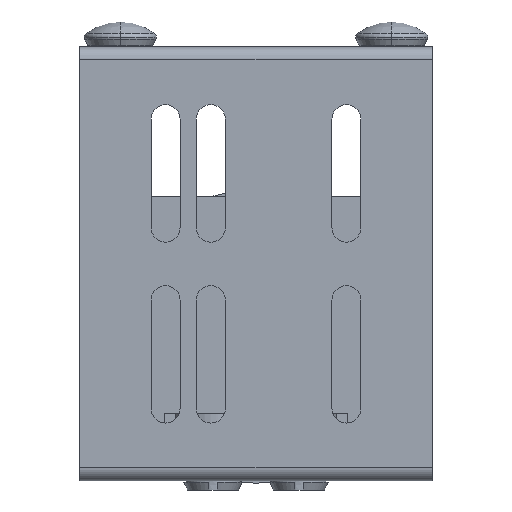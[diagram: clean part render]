
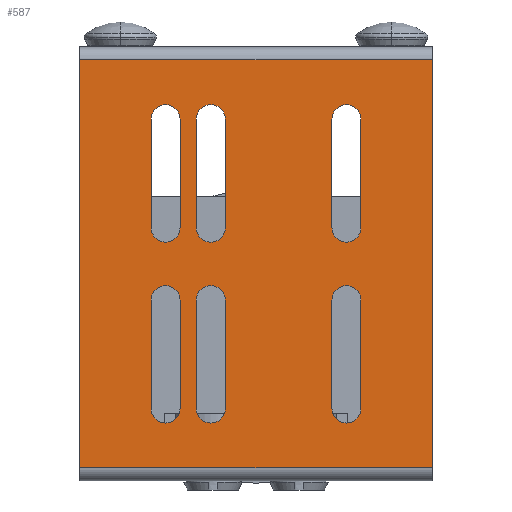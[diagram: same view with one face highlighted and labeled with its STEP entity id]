
A CAD part, left-side view. The second image highlights one B-rep face of the part: STEP entity #587.
In plain terms, the highlighted planar face has unit normal (-1, 0, 0).
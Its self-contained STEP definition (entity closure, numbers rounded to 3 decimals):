
#587=ADVANCED_FACE('',(#1602,#1603,#1604,#1605,#1606,#1607,#1608),#1609,.T.);
#1602=FACE_BOUND('',#3121,.T.);
#1603=FACE_BOUND('',#3122,.T.);
#1604=FACE_BOUND('',#3123,.T.);
#1605=FACE_BOUND('',#3124,.T.);
#1606=FACE_BOUND('',#3125,.T.);
#1607=FACE_BOUND('',#3126,.T.);
#1608=FACE_OUTER_BOUND('',#3127,.T.);
#1609=PLANE('',#3128);
#3121=EDGE_LOOP('',(#4884,#4885,#4886,#4887));
#3122=EDGE_LOOP('',(#4888,#4889,#4890,#4891));
#3123=EDGE_LOOP('',(#4892,#4893,#4894,#4895));
#3124=EDGE_LOOP('',(#4896,#4897,#4898,#4899));
#3125=EDGE_LOOP('',(#4900,#4901,#4902,#4903));
#3126=EDGE_LOOP('',(#4904,#4905,#4906,#4907));
#3127=EDGE_LOOP('',(#4908,#4909,#4910,#4911));
#3128=AXIS2_PLACEMENT_3D('',#4912,#4913,#4914);
#4884=ORIENTED_EDGE('',*,*,#8715,.T.);
#4885=ORIENTED_EDGE('',*,*,#8843,.T.);
#4886=ORIENTED_EDGE('',*,*,#8720,.T.);
#4887=ORIENTED_EDGE('',*,*,#8844,.T.);
#4888=ORIENTED_EDGE('',*,*,#8725,.T.);
#4889=ORIENTED_EDGE('',*,*,#8845,.T.);
#4890=ORIENTED_EDGE('',*,*,#8730,.T.);
#4891=ORIENTED_EDGE('',*,*,#8846,.T.);
#4892=ORIENTED_EDGE('',*,*,#8735,.T.);
#4893=ORIENTED_EDGE('',*,*,#8847,.T.);
#4894=ORIENTED_EDGE('',*,*,#8740,.T.);
#4895=ORIENTED_EDGE('',*,*,#8848,.T.);
#4896=ORIENTED_EDGE('',*,*,#8745,.T.);
#4897=ORIENTED_EDGE('',*,*,#8849,.T.);
#4898=ORIENTED_EDGE('',*,*,#8750,.T.);
#4899=ORIENTED_EDGE('',*,*,#8850,.T.);
#4900=ORIENTED_EDGE('',*,*,#8755,.T.);
#4901=ORIENTED_EDGE('',*,*,#8851,.T.);
#4902=ORIENTED_EDGE('',*,*,#8760,.T.);
#4903=ORIENTED_EDGE('',*,*,#8852,.T.);
#4904=ORIENTED_EDGE('',*,*,#8765,.T.);
#4905=ORIENTED_EDGE('',*,*,#8853,.T.);
#4906=ORIENTED_EDGE('',*,*,#8770,.T.);
#4907=ORIENTED_EDGE('',*,*,#8854,.T.);
#4908=ORIENTED_EDGE('',*,*,#8787,.T.);
#4909=ORIENTED_EDGE('',*,*,#8841,.F.);
#4910=ORIENTED_EDGE('',*,*,#8855,.F.);
#4911=ORIENTED_EDGE('',*,*,#8856,.T.);
#4912=CARTESIAN_POINT('',(0.0,39.0,48.));
#4913=DIRECTION('',(-1.0,0.0,0.0));
#4914=DIRECTION('',(0.0,0.0,-1.0));
#8715=EDGE_CURVE('',#10374,#10371,#10375,.T.);
#8720=EDGE_CURVE('',#10383,#10380,#10384,.T.);
#8725=EDGE_CURVE('',#10392,#10389,#10393,.T.);
#8730=EDGE_CURVE('',#10401,#10398,#10402,.T.);
#8735=EDGE_CURVE('',#10410,#10407,#10411,.T.);
#8740=EDGE_CURVE('',#10419,#10416,#10420,.T.);
#8745=EDGE_CURVE('',#10428,#10425,#10429,.T.);
#8750=EDGE_CURVE('',#10437,#10434,#10438,.T.);
#8755=EDGE_CURVE('',#10446,#10443,#10447,.T.);
#8760=EDGE_CURVE('',#10455,#10452,#10456,.T.);
#8765=EDGE_CURVE('',#10464,#10461,#10465,.T.);
#8770=EDGE_CURVE('',#10473,#10470,#10474,.T.);
#8787=EDGE_CURVE('',#10504,#10502,#10505,.T.);
#8841=EDGE_CURVE('',#10583,#10502,#10585,.T.);
#8843=EDGE_CURVE('',#10371,#10383,#10587,.T.);
#8844=EDGE_CURVE('',#10380,#10374,#10588,.T.);
#8845=EDGE_CURVE('',#10389,#10401,#10589,.T.);
#8846=EDGE_CURVE('',#10398,#10392,#10590,.T.);
#8847=EDGE_CURVE('',#10407,#10419,#10591,.T.);
#8848=EDGE_CURVE('',#10416,#10410,#10592,.T.);
#8849=EDGE_CURVE('',#10425,#10437,#10593,.T.);
#8850=EDGE_CURVE('',#10434,#10428,#10594,.T.);
#8851=EDGE_CURVE('',#10443,#10455,#10595,.T.);
#8852=EDGE_CURVE('',#10452,#10446,#10596,.T.);
#8853=EDGE_CURVE('',#10461,#10473,#10597,.T.);
#8854=EDGE_CURVE('',#10470,#10464,#10598,.T.);
#8855=EDGE_CURVE('',#10599,#10583,#10600,.T.);
#8856=EDGE_CURVE('',#10599,#10504,#10601,.T.);
#10371=VERTEX_POINT('',#12717);
#10374=VERTEX_POINT('',#12721);
#10375=CIRCLE('',#12722,3.2);
#10380=VERTEX_POINT('',#12728);
#10383=VERTEX_POINT('',#12732);
#10384=CIRCLE('',#12733,3.2);
#10389=VERTEX_POINT('',#12739);
#10392=VERTEX_POINT('',#12743);
#10393=CIRCLE('',#12744,3.2);
#10398=VERTEX_POINT('',#12750);
#10401=VERTEX_POINT('',#12754);
#10402=CIRCLE('',#12755,3.2);
#10407=VERTEX_POINT('',#12761);
#10410=VERTEX_POINT('',#12765);
#10411=CIRCLE('',#12766,3.2);
#10416=VERTEX_POINT('',#12772);
#10419=VERTEX_POINT('',#12776);
#10420=CIRCLE('',#12777,3.2);
#10425=VERTEX_POINT('',#12783);
#10428=VERTEX_POINT('',#12787);
#10429=CIRCLE('',#12788,3.2);
#10434=VERTEX_POINT('',#12794);
#10437=VERTEX_POINT('',#12798);
#10438=CIRCLE('',#12799,3.2);
#10443=VERTEX_POINT('',#12805);
#10446=VERTEX_POINT('',#12809);
#10447=CIRCLE('',#12810,3.2);
#10452=VERTEX_POINT('',#12816);
#10455=VERTEX_POINT('',#12820);
#10456=CIRCLE('',#12821,3.2);
#10461=VERTEX_POINT('',#12827);
#10464=VERTEX_POINT('',#12831);
#10465=CIRCLE('',#12832,3.2);
#10470=VERTEX_POINT('',#12838);
#10473=VERTEX_POINT('',#12842);
#10474=CIRCLE('',#12843,3.2);
#10502=VERTEX_POINT('',#12878);
#10504=VERTEX_POINT('',#12880);
#10505=LINE('',#12881,#12882);
#10583=VERTEX_POINT('',#12996);
#10585=LINE('',#12998,#12999);
#10587=LINE('',#13001,#13002);
#10588=LINE('',#13003,#13004);
#10589=LINE('',#13005,#13006);
#10590=LINE('',#13007,#13008);
#10591=LINE('',#13009,#13010);
#10592=LINE('',#13011,#13012);
#10593=LINE('',#13013,#13014);
#10594=LINE('',#13015,#13016);
#10595=LINE('',#13017,#13018);
#10596=LINE('',#13019,#13020);
#10597=LINE('',#13021,#13022);
#10598=LINE('',#13023,#13024);
#10599=VERTEX_POINT('',#13025);
#10600=LINE('',#13026,#13027);
#10601=LINE('',#13028,#13029);
#12717=CARTESIAN_POINT('',(0.0,16.8,40.));
#12721=CARTESIAN_POINT('',(0.0,23.2,40.));
#12722=AXIS2_PLACEMENT_3D('',#15843,#15844,#15845);
#12728=CARTESIAN_POINT('',(0.0,23.2,16.));
#12732=CARTESIAN_POINT('',(0.0,16.8,16.));
#12733=AXIS2_PLACEMENT_3D('',#15851,#15852,#15853);
#12739=CARTESIAN_POINT('',(0.0,16.8,80.));
#12743=CARTESIAN_POINT('',(0.0,23.2,80.));
#12744=AXIS2_PLACEMENT_3D('',#15859,#15860,#15861);
#12750=CARTESIAN_POINT('',(0.0,23.2,56.));
#12754=CARTESIAN_POINT('',(0.0,16.8,56.));
#12755=AXIS2_PLACEMENT_3D('',#15867,#15868,#15869);
#12761=CARTESIAN_POINT('',(0.0,-23.2,40.));
#12765=CARTESIAN_POINT('',(0.0,-16.8,40.));
#12766=AXIS2_PLACEMENT_3D('',#15875,#15876,#15877);
#12772=CARTESIAN_POINT('',(0.0,-16.8,16.));
#12776=CARTESIAN_POINT('',(0.0,-23.2,16.));
#12777=AXIS2_PLACEMENT_3D('',#15883,#15884,#15885);
#12783=CARTESIAN_POINT('',(0.0,-23.2,80.));
#12787=CARTESIAN_POINT('',(0.0,-16.8,80.));
#12788=AXIS2_PLACEMENT_3D('',#15891,#15892,#15893);
#12794=CARTESIAN_POINT('',(0.0,-16.8,56.));
#12798=CARTESIAN_POINT('',(0.0,-23.2,56.));
#12799=AXIS2_PLACEMENT_3D('',#15899,#15900,#15901);
#12805=CARTESIAN_POINT('',(0.0,6.8,40.));
#12809=CARTESIAN_POINT('',(0.0,13.2,40.));
#12810=AXIS2_PLACEMENT_3D('',#15907,#15908,#15909);
#12816=CARTESIAN_POINT('',(0.0,13.2,16.));
#12820=CARTESIAN_POINT('',(0.0,6.8,16.));
#12821=AXIS2_PLACEMENT_3D('',#15915,#15916,#15917);
#12827=CARTESIAN_POINT('',(0.0,6.8,80.));
#12831=CARTESIAN_POINT('',(0.0,13.2,80.));
#12832=AXIS2_PLACEMENT_3D('',#15923,#15924,#15925);
#12838=CARTESIAN_POINT('',(0.0,13.2,56.));
#12842=CARTESIAN_POINT('',(0.0,6.8,56.));
#12843=AXIS2_PLACEMENT_3D('',#15931,#15932,#15933);
#12878=CARTESIAN_POINT('',(0.0,-39.0,93.12));
#12880=CARTESIAN_POINT('',(0.,-39.0,2.88));
#12881=CARTESIAN_POINT('',(0.0,-39.0,2.88));
#12882=VECTOR('',#15959,1.0);
#12996=CARTESIAN_POINT('',(0.0,39.0,93.12));
#12998=CARTESIAN_POINT('',(0.0,39.0,93.12));
#12999=VECTOR('',#16026,1.0);
#13001=CARTESIAN_POINT('',(0.0,16.8,41.));
#13002=VECTOR('',#16027,1.0);
#13003=CARTESIAN_POINT('',(0.0,23.2,38.));
#13004=VECTOR('',#16028,1.0);
#13005=CARTESIAN_POINT('',(0.0,16.8,61.));
#13006=VECTOR('',#16029,1.0);
#13007=CARTESIAN_POINT('',(0.0,23.2,58.));
#13008=VECTOR('',#16030,1.0);
#13009=CARTESIAN_POINT('',(0.0,-23.2,41.));
#13010=VECTOR('',#16031,1.0);
#13011=CARTESIAN_POINT('',(0.0,-16.8,38.));
#13012=VECTOR('',#16032,1.0);
#13013=CARTESIAN_POINT('',(0.0,-23.2,61.));
#13014=VECTOR('',#16033,1.0);
#13015=CARTESIAN_POINT('',(0.0,-16.8,58.));
#13016=VECTOR('',#16034,1.0);
#13017=CARTESIAN_POINT('',(0.0,6.8,41.));
#13018=VECTOR('',#16035,1.0);
#13019=CARTESIAN_POINT('',(0.0,13.2,38.));
#13020=VECTOR('',#16036,1.0);
#13021=CARTESIAN_POINT('',(0.0,6.8,61.));
#13022=VECTOR('',#16037,1.0);
#13023=CARTESIAN_POINT('',(0.0,13.2,58.));
#13024=VECTOR('',#16038,1.0);
#13025=CARTESIAN_POINT('',(0.,39.0,2.88));
#13026=CARTESIAN_POINT('',(0.0,39.0,2.88));
#13027=VECTOR('',#16039,1.0);
#13028=CARTESIAN_POINT('',(0.,39.0,2.88));
#13029=VECTOR('',#16040,1.0);
#15843=CARTESIAN_POINT('',(0.0,20.0,40.));
#15844=DIRECTION('',(1.0,-0.0,0.0));
#15845=DIRECTION('',(0.0,1.,0.));
#15851=CARTESIAN_POINT('',(0.0,20.0,16.));
#15852=DIRECTION('',(1.0,0.0,-0.0));
#15853=DIRECTION('',(0.0,-1.,0.));
#15859=CARTESIAN_POINT('',(0.0,20.0,80.));
#15860=DIRECTION('',(1.0,-0.0,0.0));
#15861=DIRECTION('',(0.0,1.,0.));
#15867=CARTESIAN_POINT('',(0.0,20.0,56.));
#15868=DIRECTION('',(1.0,0.0,-0.0));
#15869=DIRECTION('',(0.0,-1.,0.));
#15875=CARTESIAN_POINT('',(0.0,-20.0,40.));
#15876=DIRECTION('',(1.0,-0.0,0.0));
#15877=DIRECTION('',(0.0,1.,0.));
#15883=CARTESIAN_POINT('',(0.0,-20.0,16.));
#15884=DIRECTION('',(1.0,0.0,-0.0));
#15885=DIRECTION('',(0.0,-1.,0.));
#15891=CARTESIAN_POINT('',(0.0,-20.0,80.));
#15892=DIRECTION('',(1.0,-0.0,0.0));
#15893=DIRECTION('',(0.0,1.,0.));
#15899=CARTESIAN_POINT('',(0.0,-20.0,56.));
#15900=DIRECTION('',(1.0,0.0,-0.0));
#15901=DIRECTION('',(0.0,-1.,0.));
#15907=CARTESIAN_POINT('',(0.0,10.0,40.));
#15908=DIRECTION('',(1.0,-0.0,0.0));
#15909=DIRECTION('',(0.0,1.,0.));
#15915=CARTESIAN_POINT('',(0.0,10.0,16.));
#15916=DIRECTION('',(1.0,0.0,-0.0));
#15917=DIRECTION('',(0.0,-1.,0.));
#15923=CARTESIAN_POINT('',(0.0,10.0,80.));
#15924=DIRECTION('',(1.0,-0.0,0.0));
#15925=DIRECTION('',(0.0,1.,0.));
#15931=CARTESIAN_POINT('',(0.0,10.0,56.));
#15932=DIRECTION('',(1.0,0.0,-0.0));
#15933=DIRECTION('',(0.0,-1.,0.));
#15959=DIRECTION('',(0.0,0.0,1.0));
#16026=DIRECTION('',(0.0,-1.0,0.0));
#16027=DIRECTION('',(-0.0,-0.0,-1.0));
#16028=DIRECTION('',(0.0,-0.0,1.0));
#16029=DIRECTION('',(-0.0,-0.0,-1.0));
#16030=DIRECTION('',(0.0,-0.0,1.0));
#16031=DIRECTION('',(-0.0,-0.0,-1.0));
#16032=DIRECTION('',(0.0,-0.0,1.0));
#16033=DIRECTION('',(-0.0,-0.0,-1.0));
#16034=DIRECTION('',(0.0,-0.0,1.0));
#16035=DIRECTION('',(-0.0,-0.0,-1.0));
#16036=DIRECTION('',(0.0,-0.0,1.0));
#16037=DIRECTION('',(-0.0,-0.0,-1.0));
#16038=DIRECTION('',(0.0,-0.0,1.0));
#16039=DIRECTION('',(0.0,0.0,1.0));
#16040=DIRECTION('',(0.0,-1.0,0.0));
